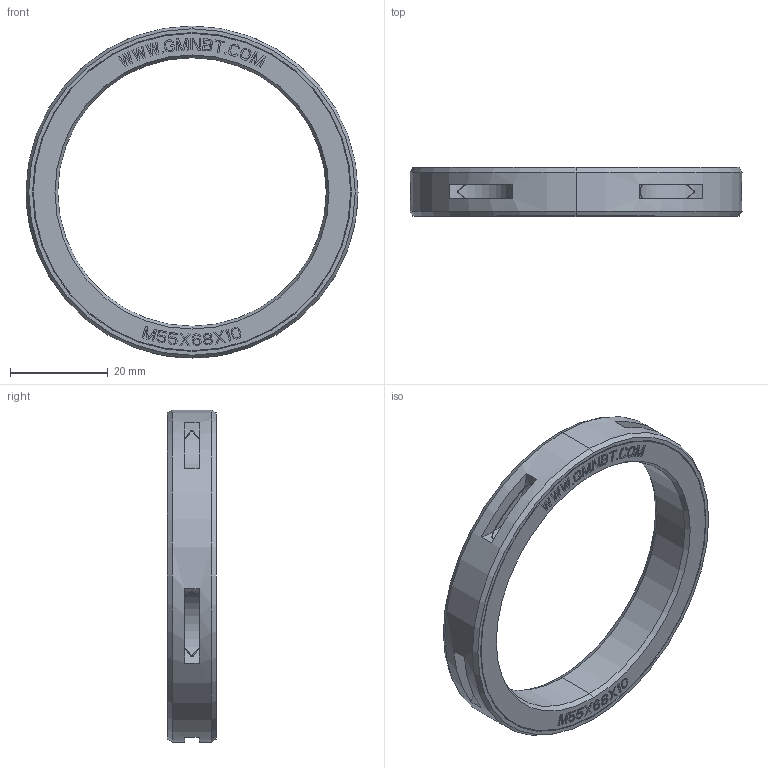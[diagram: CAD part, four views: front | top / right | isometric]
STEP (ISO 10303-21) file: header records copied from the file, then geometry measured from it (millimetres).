
FILE_DESCRIPTION((''),'2;1');
FILE_NAME('M55X68X10_PRT','2014-11-17T',('sales 4'),(''),'PRO/ENGINEER BY PARAMETRIC TECHNOLOGY CORPORATION, 2013150','PRO/ENGINEER BY PARAMETRIC TECHNOLOGY CORPORATION, 2013150','');
FILE_SCHEMA(('AUTOMOTIVE_DESIGN { 1 0 10303 214 1 1 1 1 }'));
Length unit declared in the file: millimetre
Products named in the file (1): M55X68X10_PRT
Bounding box: 68 x 10.07 x 68 mm (x, y, z)
Volume: 11164.9 mm3; surface area: 11360.2 mm2
Topology: 2 solids, 2 shells, 682 faces, 1925 edges, 1270 vertices
Faces by surface type: plane 605, cylinder 27, torus 26, cone 24
Entity records: 29368 total; most frequent: CARTESIAN_POINT 4169, ORIENTED_EDGE 3850, DIRECTION 3391, PRESENTATION_STYLE_ASSIGNMENT 2119, STYLED_ITEM 2011, CURVE_STYLE 1925, EDGE_CURVE 1925, VECTOR 1703
